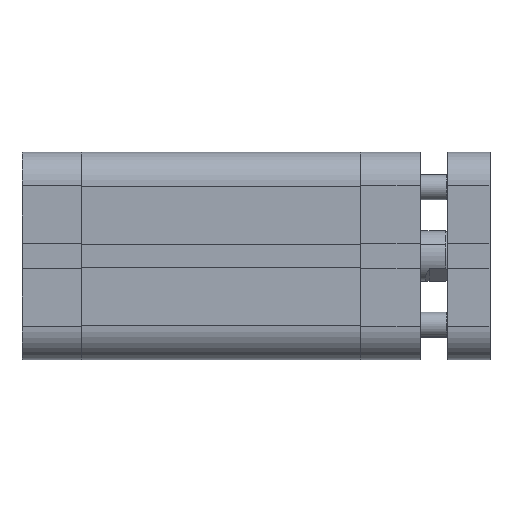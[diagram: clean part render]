
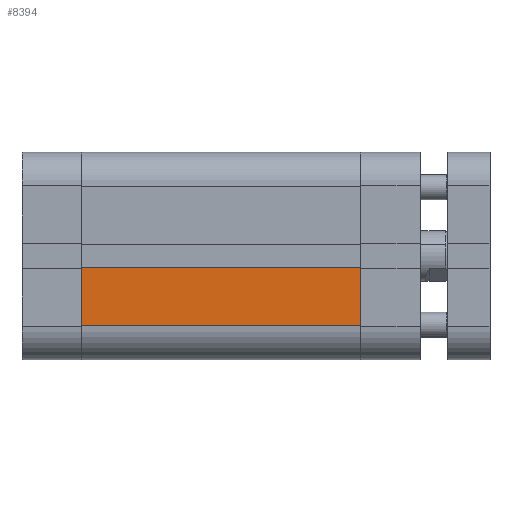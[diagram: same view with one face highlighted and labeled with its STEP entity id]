
A CAD part, front view. The second image highlights one B-rep face of the part: STEP entity #8394.
In plain terms, the highlighted planar face has unit normal (0, -1, 0).
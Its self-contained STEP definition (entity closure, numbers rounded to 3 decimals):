
#1613 = LINE ( 'NONE', #23684, #25916 ) ;
#2102 = CARTESIAN_POINT ( 'NONE',  ( 66., -24.5, -2.8 ) ) ;
#3439 = AXIS2_PLACEMENT_3D ( 'NONE', #8526, #22451, #9083 ) ;
#5888 = CARTESIAN_POINT ( 'NONE',  ( 0., -24.5, -2.8 ) ) ;
#6909 = ORIENTED_EDGE ( 'NONE', *, *, #22505, .T. ) ;
#7668 = EDGE_CURVE ( 'NONE', #12444, #9829, #1613, .T. ) ;
#8394 = ADVANCED_FACE ( 'NONE', ( #11861 ), #27989, .F. ) ;
#8526 = CARTESIAN_POINT ( 'NONE',  ( 66., -24.5, -24.5 ) ) ;
#9083 = DIRECTION ( 'NONE',  ( 0., 0., 1. ) ) ;
#9762 = DIRECTION ( 'NONE',  ( -1., 0., 0. ) ) ;
#9829 = VERTEX_POINT ( 'NONE', #11244 ) ;
#10126 = EDGE_CURVE ( 'NONE', #36270, #9829, #26954, .T. ) ;
#11244 = CARTESIAN_POINT ( 'NONE',  ( 66., -24.5, -16.5 ) ) ;
#11861 = FACE_OUTER_BOUND ( 'NONE', #24620, .T. ) ;
#12444 = VERTEX_POINT ( 'NONE', #35722 ) ;
#13211 = LINE ( 'NONE', #24520, #30985 ) ;
#15706 = VECTOR ( 'NONE', #9762, 1000. ) ;
#15856 = EDGE_CURVE ( 'NONE', #36270, #20088, #23490, .T. ) ;
#18784 = CARTESIAN_POINT ( 'NONE',  ( 66., -24.5, -24.5 ) ) ;
#20088 = VERTEX_POINT ( 'NONE', #5888 ) ;
#20595 = VECTOR ( 'NONE', #26596, 1000. ) ;
#21074 = ORIENTED_EDGE ( 'NONE', *, *, #7668, .T. ) ;
#21942 = ORIENTED_EDGE ( 'NONE', *, *, #10126, .F. ) ;
#22451 = DIRECTION ( 'NONE',  ( 0., 1., 0. ) ) ;
#22505 = EDGE_CURVE ( 'NONE', #20088, #12444, #13211, .T. ) ;
#23305 = CARTESIAN_POINT ( 'NONE',  ( 66.001, -24.5, -2.8 ) ) ;
#23490 = LINE ( 'NONE', #23305, #15706 ) ;
#23684 = CARTESIAN_POINT ( 'NONE',  ( 66., -24.5, -16.5 ) ) ;
#24520 = CARTESIAN_POINT ( 'NONE',  ( 0., -24.5, -24.5 ) ) ;
#24620 = EDGE_LOOP ( 'NONE', ( #32817, #6909, #21074, #21942 ) ) ;
#25916 = VECTOR ( 'NONE', #30144, 1000. ) ;
#26596 = DIRECTION ( 'NONE',  ( 0., 0., -1. ) ) ;
#26954 = LINE ( 'NONE', #18784, #20595 ) ;
#27989 = PLANE ( 'NONE',  #3439 ) ;
#28023 = DIRECTION ( 'NONE',  ( 0., 0., -1. ) ) ;
#30144 = DIRECTION ( 'NONE',  ( 1., 0., 0. ) ) ;
#30985 = VECTOR ( 'NONE', #28023, 1000. ) ;
#32817 = ORIENTED_EDGE ( 'NONE', *, *, #15856, .T. ) ;
#35722 = CARTESIAN_POINT ( 'NONE',  ( 0., -24.5, -16.5 ) ) ;
#36270 = VERTEX_POINT ( 'NONE', #2102 ) ;
